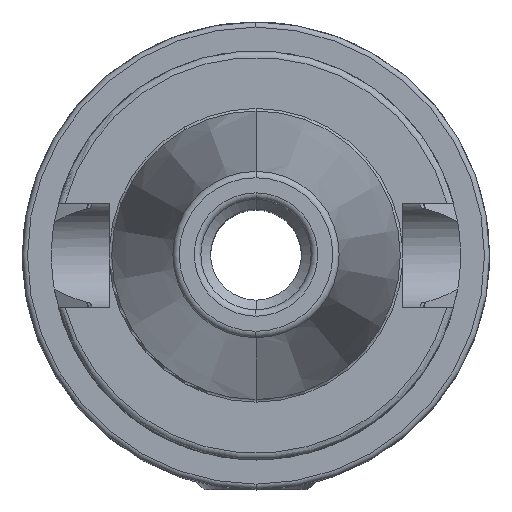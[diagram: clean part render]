
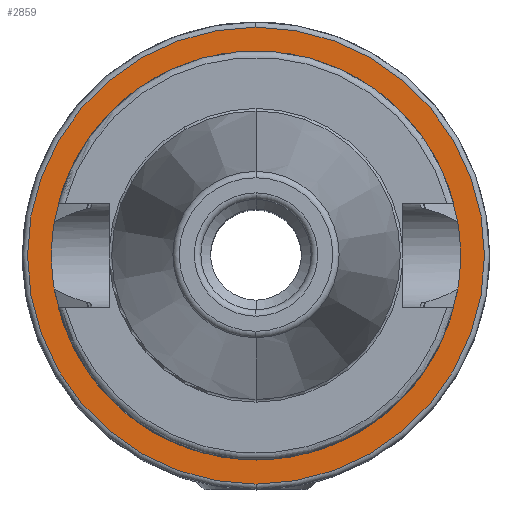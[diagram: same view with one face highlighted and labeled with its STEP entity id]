
A CAD part, top view. The second image highlights one B-rep face of the part: STEP entity #2859.
In plain terms, the highlighted planar face has unit normal (0, 0, 1).
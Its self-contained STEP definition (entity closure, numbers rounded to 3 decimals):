
#789=CARTESIAN_POINT('',(0,0,-8));
#790=DIRECTION('',(0,0,1));
#791=DIRECTION('',(0,1,0));
#792=AXIS2_PLACEMENT_3D('',#789,#790,#791);
#794=CARTESIAN_POINT('',(0,0,-8));
#795=DIRECTION('',(0,0,1));
#796=DIRECTION('',(0,-1,0));
#797=AXIS2_PLACEMENT_3D('',#794,#795,#796);
#799=CARTESIAN_POINT('',(0,0,-8));
#800=DIRECTION('',(0,0,-1));
#801=DIRECTION('',(0,-1,0));
#802=AXIS2_PLACEMENT_3D('',#799,#800,#801);
#804=CARTESIAN_POINT('',(0,0,-8));
#805=DIRECTION('',(0,0,-1));
#806=DIRECTION('',(0,1,0));
#807=AXIS2_PLACEMENT_3D('',#804,#805,#806);
#1956=CARTESIAN_POINT('',(0.,31.3,-8));
#1957=CARTESIAN_POINT('',(0.,-31.3,-8));
#1958=VERTEX_POINT('',#1956);
#1959=VERTEX_POINT('',#1957);
#1968=CARTESIAN_POINT('',(0,-35.2,-8));
#1969=CARTESIAN_POINT('',(0,35.2,-8));
#1970=VERTEX_POINT('',#1968);
#1971=VERTEX_POINT('',#1969);
#2844=CARTESIAN_POINT('',(0,0,-8));
#2845=DIRECTION('',(0,0,-1));
#2846=DIRECTION('',(0,-1,0));
#2847=AXIS2_PLACEMENT_3D('',#2844,#2845,#2846);
#2848=PLANE('',#2847);
#2849=ORIENTED_EDGE('',*,*,#2435,.T.);
#2850=ORIENTED_EDGE('',*,*,#2450,.T.);
#2851=EDGE_LOOP('',(#2849,#2850));
#2852=FACE_OUTER_BOUND('',#2851,.F.);
#2854=ORIENTED_EDGE('',*,*,#2853,.T.);
#2856=ORIENTED_EDGE('',*,*,#2855,.T.);
#2857=EDGE_LOOP('',(#2854,#2856));
#2858=FACE_BOUND('',#2857,.F.);
#2859=ADVANCED_FACE('',(#2852,#2858),#2848,.F.);
#793=CIRCLE('',#792,31.3);
#798=CIRCLE('',#797,31.3);
#803=CIRCLE('',#802,35.2);
#808=CIRCLE('',#807,35.2);
#2435=EDGE_CURVE('',#1970,#1971,#803,.T.);
#2450=EDGE_CURVE('',#1971,#1970,#808,.T.);
#2853=EDGE_CURVE('',#1958,#1959,#793,.T.);
#2855=EDGE_CURVE('',#1959,#1958,#798,.T.);
